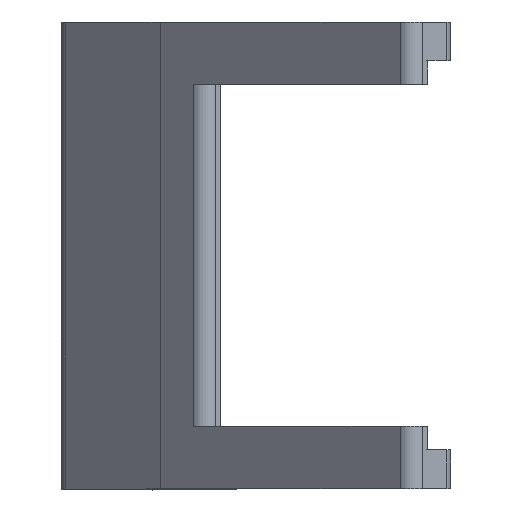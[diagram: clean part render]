
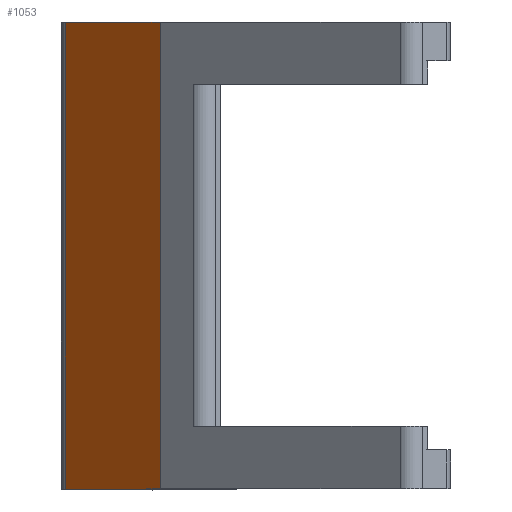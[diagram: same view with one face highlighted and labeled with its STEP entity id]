
A CAD part, top view. The second image highlights one B-rep face of the part: STEP entity #1053.
In plain terms, the highlighted planar face has unit normal (-0.739, 0, 0.674).
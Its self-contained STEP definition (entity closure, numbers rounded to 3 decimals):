
#139=FACE_OUTER_BOUND('',#203,.T.);
#203=EDGE_LOOP('',(#920,#921,#922,#923));
#272=LINE('',#1663,#378);
#289=LINE('',#1717,#395);
#303=LINE('',#1757,#409);
#310=LINE('',#1773,#416);
#378=VECTOR('',#1337,10.);
#395=VECTOR('',#1394,10.);
#409=VECTOR('',#1440,10.);
#416=VECTOR('',#1463,10.);
#490=VERTEX_POINT('',#1660);
#491=VERTEX_POINT('',#1662);
#508=VERTEX_POINT('',#1715);
#518=VERTEX_POINT('',#1755);
#610=EDGE_CURVE('',#490,#491,#272,.T.);
#638=EDGE_CURVE('',#508,#490,#289,.T.);
#658=EDGE_CURVE('',#491,#518,#303,.T.);
#666=EDGE_CURVE('',#518,#508,#310,.T.);
#920=ORIENTED_EDGE('',*,*,#638,.F.);
#921=ORIENTED_EDGE('',*,*,#666,.F.);
#922=ORIENTED_EDGE('',*,*,#658,.F.);
#923=ORIENTED_EDGE('',*,*,#610,.F.);
#998=PLANE('',#1166);
#1053=ADVANCED_FACE('',(#139),#998,.T.);
#1166=AXIS2_PLACEMENT_3D('',#1772,#1461,#1462);
#1337=DIRECTION('',(0.674,0.,0.739));
#1394=DIRECTION('',(0.,1.,0.));
#1440=DIRECTION('',(0.,-1.,0.));
#1461=DIRECTION('center_axis',(-0.739,0.,0.674));
#1462=DIRECTION('ref_axis',(-0.674,0.,-0.739));
#1463=DIRECTION('',(-0.674,0.,-0.739));
#1660=CARTESIAN_POINT('',(-3.589,0.,4.137));
#1662=CARTESIAN_POINT('',(2.515,0.,10.831));
#1663=CARTESIAN_POINT('',(-3.85,0.,3.85));
#1715=CARTESIAN_POINT('',(-3.589,-30.,4.137));
#1717=CARTESIAN_POINT('',(-3.589,0.,4.137));
#1755=CARTESIAN_POINT('',(2.515,-30.,10.831));
#1757=CARTESIAN_POINT('',(2.515,0.,10.831));
#1772=CARTESIAN_POINT('Origin',(2.53,0.,10.849));
#1773=CARTESIAN_POINT('',(-3.85,-30.,3.85));
